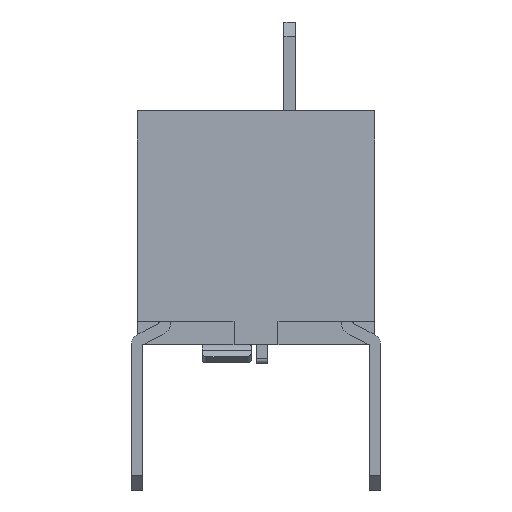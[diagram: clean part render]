
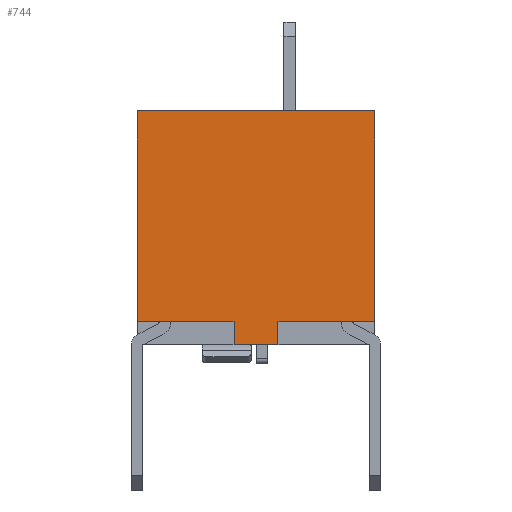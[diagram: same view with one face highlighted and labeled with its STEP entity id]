
A CAD part, left-side view. The second image highlights one B-rep face of the part: STEP entity #744.
In plain terms, the highlighted planar face has unit normal (-1, 0, 0).
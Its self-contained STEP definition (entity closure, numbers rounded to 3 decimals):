
#744 = ADVANCED_FACE( '', ( #1951 ), #1952, .F. );
#1951 = FACE_OUTER_BOUND( '', #3675, .T. );
#1952 = PLANE( '', #3676 );
#3675 = EDGE_LOOP( '', ( #5999, #6000, #6001, #6002, #6003, #6004, #6005, #6006 ) );
#3676 = AXIS2_PLACEMENT_3D( '', #6007, #6008, #6009 );
#5999 = ORIENTED_EDGE( '', *, *, #10647, .F. );
#6000 = ORIENTED_EDGE( '', *, *, #10648, .T. );
#6001 = ORIENTED_EDGE( '', *, *, #10649, .T. );
#6002 = ORIENTED_EDGE( '', *, *, #10650, .F. );
#6003 = ORIENTED_EDGE( '', *, *, #10651, .F. );
#6004 = ORIENTED_EDGE( '', *, *, #10182, .F. );
#6005 = ORIENTED_EDGE( '', *, *, #10652, .T. );
#6006 = ORIENTED_EDGE( '', *, *, #10653, .T. );
#6007 = CARTESIAN_POINT( '', ( -20.62, 0., 0. ) );
#6008 = DIRECTION( '', ( 1., 0., 0. ) );
#6009 = DIRECTION( '', ( 0., 0., -1. ) );
#10182 = EDGE_CURVE( '', #12207, #12209, #12210, .T. );
#10647 = EDGE_CURVE( '', #13008, #13009, #13010, .T. );
#10648 = EDGE_CURVE( '', #13008, #13011, #13012, .T. );
#10649 = EDGE_CURVE( '', #13011, #13013, #13014, .T. );
#10650 = EDGE_CURVE( '', #13015, #13013, #13016, .T. );
#10651 = EDGE_CURVE( '', #12209, #13015, #13017, .T. );
#10652 = EDGE_CURVE( '', #12207, #13018, #13019, .T. );
#10653 = EDGE_CURVE( '', #13018, #13009, #13020, .T. );
#12207 = VERTEX_POINT( '', #15130 );
#12209 = VERTEX_POINT( '', #15133 );
#12210 = LINE( '', #15134, #15135 );
#13008 = VERTEX_POINT( '', #16309 );
#13009 = VERTEX_POINT( '', #16310 );
#13010 = LINE( '', #16311, #16312 );
#13011 = VERTEX_POINT( '', #16313 );
#13012 = LINE( '', #16314, #16315 );
#13013 = VERTEX_POINT( '', #16316 );
#13014 = LINE( '', #16317, #16318 );
#13015 = VERTEX_POINT( '', #16319 );
#13016 = LINE( '', #16320, #16321 );
#13017 = LINE( '', #16322, #16323 );
#13018 = VERTEX_POINT( '', #16324 );
#13019 = LINE( '', #16325, #16326 );
#13020 = LINE( '', #16327, #16328 );
#15130 = CARTESIAN_POINT( '', ( -20.62, 2.54, -2. ) );
#15133 = CARTESIAN_POINT( '', ( -20.62, 2.54, 2.5 ) );
#15134 = CARTESIAN_POINT( '', ( -20.62, 2.54, -2.5 ) );
#15135 = VECTOR( '', #19246, 1000. );
#16309 = CARTESIAN_POINT( '', ( -20.62, -0.47, -2.5 ) );
#16310 = CARTESIAN_POINT( '', ( -20.62, 0.47, -2.5 ) );
#16311 = CARTESIAN_POINT( '', ( -20.62, -2.54, -2.5 ) );
#16312 = VECTOR( '', #19661, 1000. );
#16313 = CARTESIAN_POINT( '', ( -20.62, -0.47, -2. ) );
#16314 = CARTESIAN_POINT( '', ( -20.62, -0.47, 0. ) );
#16315 = VECTOR( '', #19662, 1000. );
#16316 = CARTESIAN_POINT( '', ( -20.62, -2.54, -2. ) );
#16317 = CARTESIAN_POINT( '', ( -20.62, 0., -2. ) );
#16318 = VECTOR( '', #19663, 1000. );
#16319 = CARTESIAN_POINT( '', ( -20.62, -2.54, 2.5 ) );
#16320 = CARTESIAN_POINT( '', ( -20.62, -2.54, 2.5 ) );
#16321 = VECTOR( '', #19664, 1000. );
#16322 = CARTESIAN_POINT( '', ( -20.62, 2.54, 2.5 ) );
#16323 = VECTOR( '', #19665, 1000. );
#16324 = CARTESIAN_POINT( '', ( -20.62, 0.47, -2. ) );
#16325 = CARTESIAN_POINT( '', ( -20.62, 0., -2. ) );
#16326 = VECTOR( '', #19666, 1000. );
#16327 = CARTESIAN_POINT( '', ( -20.62, 0.47, 0. ) );
#16328 = VECTOR( '', #19667, 1000. );
#19246 = DIRECTION( '', ( 0., 0., 1. ) );
#19661 = DIRECTION( '', ( 0., 1., 0. ) );
#19662 = DIRECTION( '', ( 0., 0., 1. ) );
#19663 = DIRECTION( '', ( 0., -1., 0. ) );
#19664 = DIRECTION( '', ( 0., 0., -1. ) );
#19665 = DIRECTION( '', ( 0., -1., 0. ) );
#19666 = DIRECTION( '', ( 0., -1., 0. ) );
#19667 = DIRECTION( '', ( 0., 0., -1. ) );
